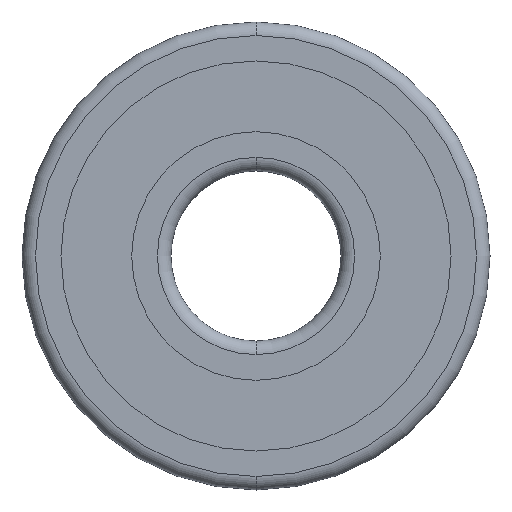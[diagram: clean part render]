
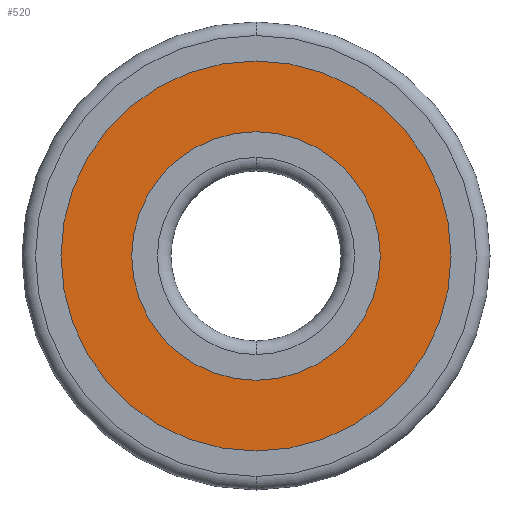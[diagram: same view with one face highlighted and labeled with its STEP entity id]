
A CAD part, front view. The second image highlights one B-rep face of the part: STEP entity #520.
In plain terms, the highlighted planar face has unit normal (0, -1, 0).
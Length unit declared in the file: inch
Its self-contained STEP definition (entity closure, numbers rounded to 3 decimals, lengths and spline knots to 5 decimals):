
#17 = EDGE_CURVE ( 'NONE', #663, #55, #703, .T. ) ;
#29 = VERTEX_POINT ( 'NONE', #741 ) ;
#55 = VERTEX_POINT ( 'NONE', #711 ) ;
#103 = EDGE_LOOP ( 'NONE', ( #347, #523 ) ) ;
#126 = DIRECTION ( 'NONE',  ( 0., 0., -1. ) ) ;
#130 = DIRECTION ( 'NONE',  ( 0., -1., 0. ) ) ;
#142 = CARTESIAN_POINT ( 'NONE',  ( 0., 0.013, 0. ) ) ;
#154 = AXIS2_PLACEMENT_3D ( 'NONE', #290, #286, #274 ) ;
#183 = PLANE ( 'NONE',  #300 ) ;
#188 = DIRECTION ( 'NONE',  ( 0., 0., -1. ) ) ;
#200 = CARTESIAN_POINT ( 'NONE',  ( 0., 0.013, -0.361 ) ) ;
#230 = AXIS2_PLACEMENT_3D ( 'NONE', #375, #381, #188 ) ;
#231 = AXIS2_PLACEMENT_3D ( 'NONE', #473, #485, #476 ) ;
#235 = CIRCLE ( 'NONE', #154, 0.361 ) ;
#260 = FACE_OUTER_BOUND ( 'NONE', #103, .T. ) ;
#274 = DIRECTION ( 'NONE',  ( 0., 0., -1. ) ) ;
#280 = EDGE_LOOP ( 'NONE', ( #460, #458 ) ) ;
#286 = DIRECTION ( 'NONE',  ( 0., -1., 0. ) ) ;
#290 = CARTESIAN_POINT ( 'NONE',  ( 0., 0.013, 0. ) ) ;
#300 = AXIS2_PLACEMENT_3D ( 'NONE', #142, #130, #126 ) ;
#347 = ORIENTED_EDGE ( 'NONE', *, *, #713, .T. ) ;
#357 = CIRCLE ( 'NONE', #230, 0.361 ) ;
#374 = CIRCLE ( 'NONE', #231, 0.23 ) ;
#375 = CARTESIAN_POINT ( 'NONE',  ( 0., 0.013, 0. ) ) ;
#381 = DIRECTION ( 'NONE',  ( 0., -1., 0. ) ) ;
#458 = ORIENTED_EDGE ( 'NONE', *, *, #17, .F. ) ;
#460 = ORIENTED_EDGE ( 'NONE', *, *, #593, .F. ) ;
#473 = CARTESIAN_POINT ( 'NONE',  ( 0., 0.013, 0. ) ) ;
#476 = DIRECTION ( 'NONE',  ( 0., 0., -1. ) ) ;
#485 = DIRECTION ( 'NONE',  ( 0., -1., 0. ) ) ;
#487 = AXIS2_PLACEMENT_3D ( 'NONE', #776, #771, #765 ) ;
#520 = ADVANCED_FACE ( 'NONE', ( #570, #260 ), #183, .T. ) ;
#523 = ORIENTED_EDGE ( 'NONE', *, *, #611, .T. ) ;
#570 = FACE_BOUND ( 'NONE', #280, .T. ) ;
#593 = EDGE_CURVE ( 'NONE', #55, #663, #374, .T. ) ;
#611 = EDGE_CURVE ( 'NONE', #29, #636, #357, .T. ) ;
#636 = VERTEX_POINT ( 'NONE', #200 ) ;
#663 = VERTEX_POINT ( 'NONE', #751 ) ;
#703 = CIRCLE ( 'NONE', #487, 0.23 ) ;
#711 = CARTESIAN_POINT ( 'NONE',  ( 0., 0.013, -0.23 ) ) ;
#713 = EDGE_CURVE ( 'NONE', #636, #29, #235, .T. ) ;
#741 = CARTESIAN_POINT ( 'NONE',  ( 0., 0.013, 0.361 ) ) ;
#751 = CARTESIAN_POINT ( 'NONE',  ( 0., 0.013, 0.23 ) ) ;
#765 = DIRECTION ( 'NONE',  ( 0., 0., -1. ) ) ;
#771 = DIRECTION ( 'NONE',  ( 0., -1., 0. ) ) ;
#776 = CARTESIAN_POINT ( 'NONE',  ( 0., 0.013, 0. ) ) ;
